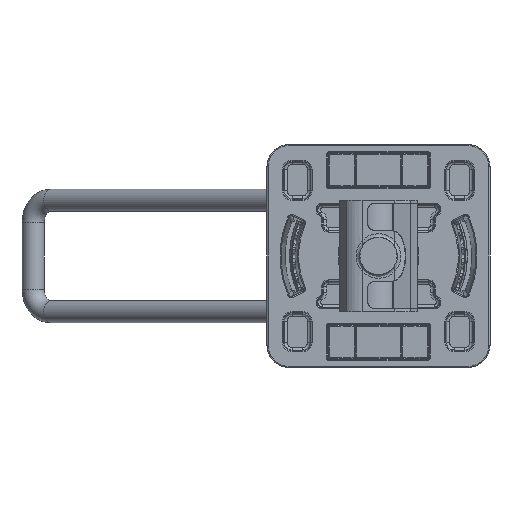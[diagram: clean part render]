
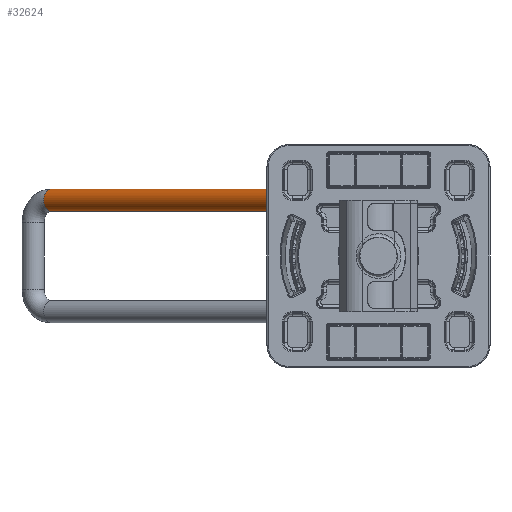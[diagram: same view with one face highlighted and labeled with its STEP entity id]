
A CAD part, left-side view. The second image highlights one B-rep face of the part: STEP entity #32624.
In plain terms, the highlighted cylindrical face has radius 2 mm (diameter 4 mm), a full revolution.
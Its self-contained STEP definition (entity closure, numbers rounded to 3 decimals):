
#2672=LINE('',#104666,#3864);
#3864=VECTOR('',#45383,2.);
#4481=CYLINDRICAL_SURFACE('',#36639,2.);
#6610=FACE_OUTER_BOUND('',#8784,.T.);
#8784=EDGE_LOOP('',(#30069,#30070,#30071,#30072,#30073,#30074));
#10856=CIRCLE('',#36587,2.);
#10857=CIRCLE('',#36588,2.);
#10858=CIRCLE('',#36589,2.);
#10874=CIRCLE('',#36608,2.);
#15326=VERTEX_POINT('',#104575);
#15327=VERTEX_POINT('',#104577);
#15328=VERTEX_POINT('',#104579);
#15340=VERTEX_POINT('',#104610);
#20240=EDGE_CURVE('',#15327,#15326,#10856,.T.);
#20241=EDGE_CURVE('',#15328,#15327,#10857,.T.);
#20242=EDGE_CURVE('',#15326,#15328,#10858,.T.);
#20258=EDGE_CURVE('',#15340,#15340,#10874,.T.);
#20285=EDGE_CURVE('',#15327,#15340,#2672,.T.);
#30069=ORIENTED_EDGE('',*,*,#20241,.T.);
#30070=ORIENTED_EDGE('',*,*,#20285,.T.);
#30071=ORIENTED_EDGE('',*,*,#20258,.F.);
#30072=ORIENTED_EDGE('',*,*,#20285,.F.);
#30073=ORIENTED_EDGE('',*,*,#20240,.T.);
#30074=ORIENTED_EDGE('',*,*,#20242,.T.);
#32624=ADVANCED_FACE('',(#6610),#4481,.T.);
#36587=AXIS2_PLACEMENT_3D('',#104578,#45274,#45275);
#36588=AXIS2_PLACEMENT_3D('',#104580,#45276,#45277);
#36589=AXIS2_PLACEMENT_3D('',#104581,#45278,#45279);
#36608=AXIS2_PLACEMENT_3D('',#104612,#45316,#45317);
#36639=AXIS2_PLACEMENT_3D('',#104665,#45381,#45382);
#45274=DIRECTION('center_axis',(0.781,0.625,0.));
#45275=DIRECTION('ref_axis',(0.,0.,
-1.));
#45276=DIRECTION('center_axis',(0.781,0.625,0.));
#45277=DIRECTION('ref_axis',(0.,0.,
-1.));
#45278=DIRECTION('center_axis',(0.781,0.625,0.));
#45279=DIRECTION('ref_axis',(0.,0.,
-1.));
#45316=DIRECTION('center_axis',(0.781,0.625,0.));
#45317=DIRECTION('ref_axis',(0.,0.,
-1.));
#45381=DIRECTION('center_axis',(-0.781,-0.625,0.));
#45382=DIRECTION('ref_axis',(0.625,-0.781,0.));
#45383=DIRECTION('',(0.781,0.625,0.));
#104575=CARTESIAN_POINT('',(-65.,-75.,-18.));
#104577=CARTESIAN_POINT('',(-66.249,-73.438,-20.));
#104578=CARTESIAN_POINT('Origin',(-65.,-75.,-20.));
#104579=CARTESIAN_POINT('',(-63.751,-76.562,-20.));
#104580=CARTESIAN_POINT('Origin',(-65.,-75.,-20.));
#104581=CARTESIAN_POINT('Origin',(-65.,-75.,-20.));
#104610=CARTESIAN_POINT('',(-17.751,-34.639,-20.));
#104612=CARTESIAN_POINT('Origin',(-16.501,-36.201,-20.));
#104665=CARTESIAN_POINT('Origin',(-16.501,-36.201,-20.));
#104666=CARTESIAN_POINT('',(-17.751,-34.639,-20.));
